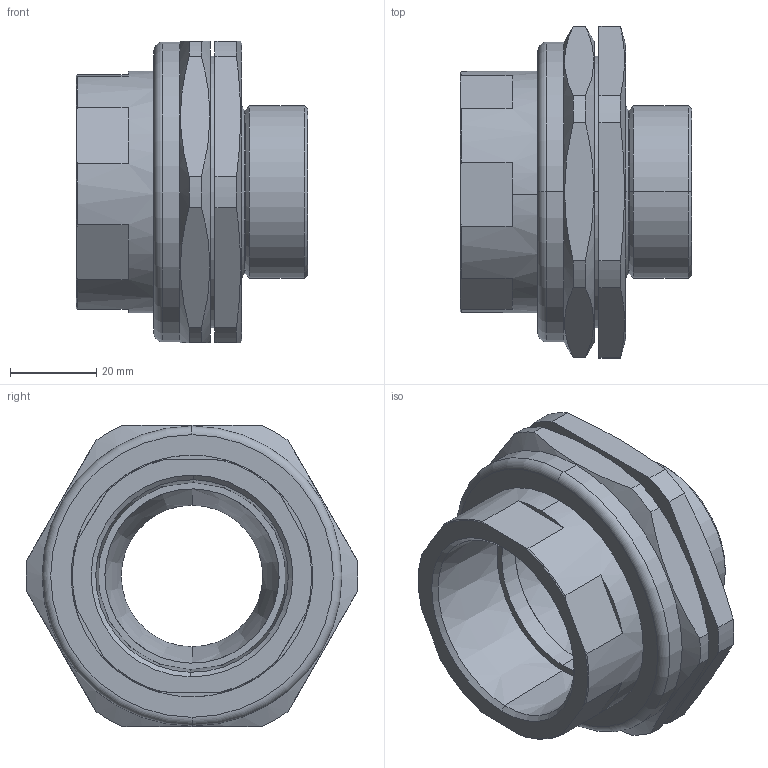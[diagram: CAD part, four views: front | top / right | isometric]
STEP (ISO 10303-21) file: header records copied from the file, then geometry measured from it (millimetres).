
FILE_DESCRIPTION (( 'STEP AP203' ), '1' );
FILE_NAME ('780DM5T55.STEP', '2023-03-29T08:11:01', ( '' ), ( '' ), 'SwSTEP 2.0', 'SolidWorks 2021', '' );
FILE_SCHEMA (( 'CONFIG_CONTROL_DESIGN' ));
Length unit declared in the file: millimetre
Products named in the file (1): 780DM5T55
Bounding box: 53.63 x 76.96 x 70 mm (x, y, z)
Volume: 79662.7 mm3; surface area: 23981.9 mm2
Topology: 1 solids, 4 shells, 104 faces, 252 edges, 158 vertices
Faces by surface type: cone 40, plane 34, cylinder 28, torus 2
Entity records: 3285 total; most frequent: CARTESIAN_POINT 743, DIRECTION 536, ORIENTED_EDGE 504, EDGE_CURVE 252, AXIS2_PLACEMENT_3D 219, VERTEX_POINT 158, EDGE_LOOP 114, CIRCLE 114
